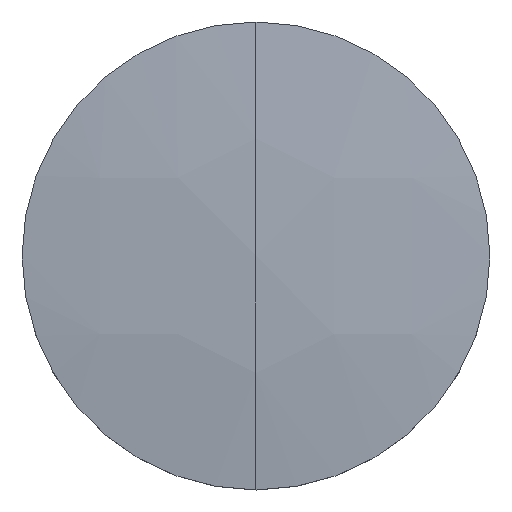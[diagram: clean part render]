
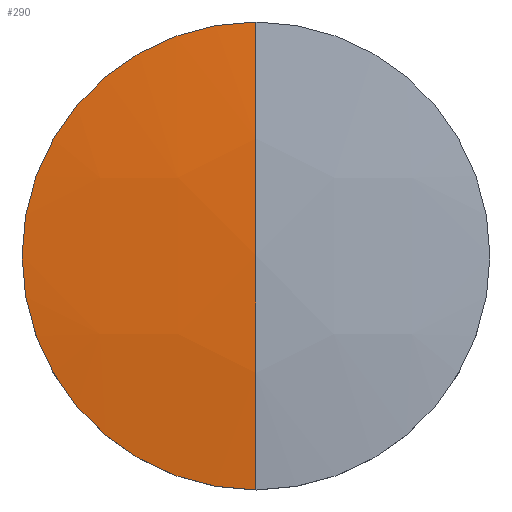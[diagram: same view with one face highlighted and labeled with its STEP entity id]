
A CAD part, top view. The second image highlights one B-rep face of the part: STEP entity #290.
In plain terms, the highlighted free-form (B-spline) face has degree [3, 3] with [4, 4] control points.
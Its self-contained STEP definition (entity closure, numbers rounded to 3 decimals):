
#8 = ORIENTED_EDGE ( 'NONE', *, *, #203, .T. ) ;
#16 = CARTESIAN_POINT ( 'NONE',  ( -6.338, -6.426, 1.702 ) ) ;
#20 = CARTESIAN_POINT ( 'NONE',  ( -6.35, 0., 2.107 ) ) ;
#22 = CARTESIAN_POINT ( 'NONE',  ( -4.235, -6.426, 1.965 ) ) ;
#23 = CARTESIAN_POINT ( 'NONE',  ( 0., 0., 2.107 ) ) ;
#36 = CARTESIAN_POINT ( 'NONE',  ( 0., 6.35, 2.107 ) ) ;
#66 = CARTESIAN_POINT ( 'NONE',  ( 0., 2.153, 2.635 ) ) ;
#69 = CARTESIAN_POINT ( 'NONE',  ( -2.119, 6.426, 2.097 ) ) ;
#92 = DIRECTION ( 'NONE',  ( 1., 0., 0. ) ) ;
#95 = CIRCLE ( 'NONE', #109, 6.35 ) ;
#104 = AXIS2_PLACEMENT_3D ( 'NONE', #212, #259, #122 ) ;
#109 = AXIS2_PLACEMENT_3D ( 'NONE', #23, #150, #92 ) ;
#110 = ORIENTED_EDGE ( 'NONE', *, *, #229, .F. ) ;
#111 = CARTESIAN_POINT ( 'NONE',  ( -6.338, 6.426, 1.702 ) ) ;
#120 = EDGE_CURVE ( 'NONE', #288, #128, #226, .T. ) ;
#122 = DIRECTION ( 'NONE',  ( 1., 0., 0. ) ) ;
#126 = DIRECTION ( 'NONE',  ( -1., 0., 0. ) ) ;
#128 = VERTEX_POINT ( 'NONE', #36 ) ;
#150 = DIRECTION ( 'NONE',  ( 0., 0., -1. ) ) ;
#172 = CARTESIAN_POINT ( 'NONE',  ( 0., 0., -48.94 ) ) ;
#176 = CARTESIAN_POINT ( 'NONE',  ( -2.142, -2.153, 2.635 ) ) ;
#181 = CARTESIAN_POINT ( 'NONE',  ( -4.279, -2.153, 2.502 ) ) ;
#184 = AXIS2_PLACEMENT_3D ( 'NONE', #172, #126, #283 ) ;
#194 = CARTESIAN_POINT ( 'NONE',  ( -2.142, 2.153, 2.635 ) ) ;
#196 = CARTESIAN_POINT ( 'NONE',  ( 0., 6.426, 2.097 ) ) ;
#197 = CARTESIAN_POINT ( 'NONE',  ( -6.405, 2.153, 2.236 ) ) ;
#203 = EDGE_CURVE ( 'NONE', #250, #128, #205, .T. ) ;
#205 = CIRCLE ( 'NONE', #184, 51.44 ) ;
#212 = CARTESIAN_POINT ( 'NONE',  ( 0., 0., 2.107 ) ) ;
#215 = CARTESIAN_POINT ( 'NONE',  ( -4.279, 2.153, 2.502 ) ) ;
#217 = FACE_OUTER_BOUND ( 'NONE', #223, .T. ) ;
#223 = EDGE_LOOP ( 'NONE', ( #110, #8, #241 ) ) ;
#226 = CIRCLE ( 'NONE', #104, 6.35 ) ;
#229 = EDGE_CURVE ( 'NONE', #250, #288, #95, .T. ) ;
#240 = CARTESIAN_POINT ( 'NONE',  ( -4.235, 6.426, 1.965 ) ) ;
#241 = ORIENTED_EDGE ( 'NONE', *, *, #120, .F. ) ;
#242 = CARTESIAN_POINT ( 'NONE',  ( 0., -6.426, 2.097 ) ) ;
#244 = CARTESIAN_POINT ( 'NONE',  ( 0., -6.35, 2.107 ) ) ;
#250 = VERTEX_POINT ( 'NONE', #244 ) ;
#259 = DIRECTION ( 'NONE',  ( 0., 0., -1. ) ) ;
#266 = CARTESIAN_POINT ( 'NONE',  ( 0., -2.153, 2.635 ) ) ;
#270 =( BOUNDED_SURFACE ( )  B_SPLINE_SURFACE ( 3, 3, ( 
 ( #242, #292, #22, #16 ),
 ( #266, #176, #181, #289 ),
 ( #66, #194, #215, #197 ),
 ( #196, #69, #240, #111 ) ),
 .UNSPECIFIED., .F., .F., .T. ) 
 B_SPLINE_SURFACE_WITH_KNOTS ( ( 4, 4 ),
 ( 4, 4 ),
 ( 0., 1. ),
 ( 0., 1. ),
 .UNSPECIFIED. ) 
 GEOMETRIC_REPRESENTATION_ITEM ( )  RATIONAL_B_SPLINE_SURFACE ( (
 ( 1., 0.999, 0.999, 1.),
 ( 0.995, 0.993, 0.993, 0.995),
 ( 0.995, 0.993, 0.993, 0.995),
 ( 1., 0.999, 0.999, 1.) ) ) 
 REPRESENTATION_ITEM ( '' )  SURFACE ( )  );
#283 = DIRECTION ( 'NONE',  ( 0., -1., 0. ) ) ;
#288 = VERTEX_POINT ( 'NONE', #20 ) ;
#289 = CARTESIAN_POINT ( 'NONE',  ( -6.405, -2.153, 2.236 ) ) ;
#290 = ADVANCED_FACE ( 'NONE', ( #217 ), #270, .T. ) ;
#292 = CARTESIAN_POINT ( 'NONE',  ( -2.119, -6.426, 2.097 ) ) ;
